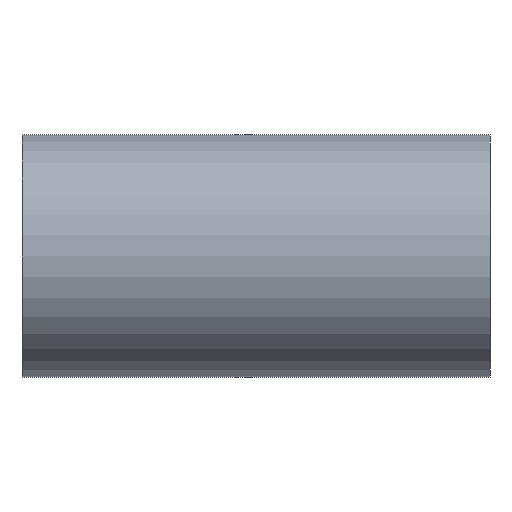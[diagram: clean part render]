
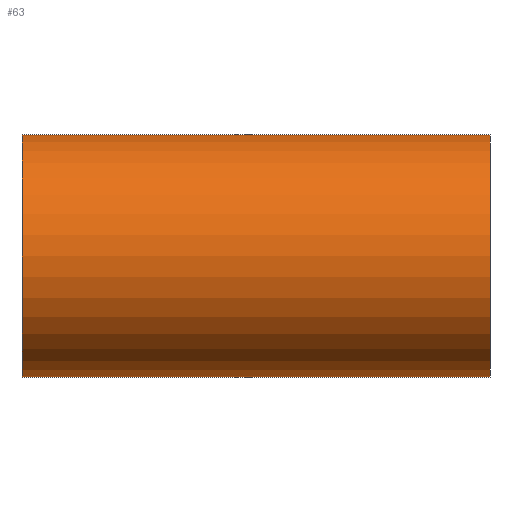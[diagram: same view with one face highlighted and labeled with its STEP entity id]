
A CAD part, front view. The second image highlights one B-rep face of the part: STEP entity #63.
In plain terms, the highlighted cylindrical face has radius 44.45 mm (diameter 88.9 mm), a partial arc.
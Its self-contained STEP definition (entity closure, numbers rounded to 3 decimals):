
#5 = DIRECTION ( 'NONE',  ( -1., 0., 0. ) ) ;
#27 = EDGE_CURVE ( 'NONE', #942, #1052, #373, .T. ) ;
#29 = ORIENTED_EDGE ( 'NONE', *, *, #1232, .T. ) ;
#63 = ADVANCED_FACE ( 'NONE', ( #627 ), #433, .T. ) ;
#71 = CARTESIAN_POINT ( 'NONE',  ( -85.7, 0., -44.45 ) ) ;
#117 = EDGE_LOOP ( 'NONE', ( #181, #799, #1173, #29 ) ) ;
#147 = AXIS2_PLACEMENT_3D ( 'NONE', #276, #287, #692 ) ;
#167 = AXIS2_PLACEMENT_3D ( 'NONE', #845, #348, #1246 ) ;
#181 = ORIENTED_EDGE ( 'NONE', *, *, #1321, .F. ) ;
#187 = CARTESIAN_POINT ( 'NONE',  ( 85.7, 0., -44.45 ) ) ;
#195 = CARTESIAN_POINT ( 'NONE',  ( 85.7, 0., 44.45 ) ) ;
#218 = DIRECTION ( 'NONE',  ( 0., 0., -1. ) ) ;
#276 = CARTESIAN_POINT ( 'NONE',  ( -85.7, 0., 0. ) ) ;
#287 = DIRECTION ( 'NONE',  ( 1., 0., 0. ) ) ;
#296 = CARTESIAN_POINT ( 'NONE',  ( 85.7, 0., 44.45 ) ) ;
#348 = DIRECTION ( 'NONE',  ( -1., 0., 0. ) ) ;
#373 = CIRCLE ( 'NONE', #976, 44.45 ) ;
#433 = CYLINDRICAL_SURFACE ( 'NONE', #167, 44.45 ) ;
#450 = VERTEX_POINT ( 'NONE', #71 ) ;
#503 = VECTOR ( 'NONE', #1308, 1000. ) ;
#592 = EDGE_CURVE ( 'NONE', #942, #620, #905, .T. ) ;
#620 = VERTEX_POINT ( 'NONE', #1033 ) ;
#627 = FACE_OUTER_BOUND ( 'NONE', #117, .T. ) ;
#654 = CARTESIAN_POINT ( 'NONE',  ( 85.7, 0., 0. ) ) ;
#685 = CARTESIAN_POINT ( 'NONE',  ( 85.7, 0., -44.45 ) ) ;
#692 = DIRECTION ( 'NONE',  ( 0., 0., -1. ) ) ;
#799 = ORIENTED_EDGE ( 'NONE', *, *, #27, .F. ) ;
#833 = VECTOR ( 'NONE', #5, 1000. ) ;
#845 = CARTESIAN_POINT ( 'NONE',  ( 85.7, 0., 0. ) ) ;
#852 = DIRECTION ( 'NONE',  ( 1., 0., 0. ) ) ;
#905 = LINE ( 'NONE', #195, #833 ) ;
#942 = VERTEX_POINT ( 'NONE', #296 ) ;
#976 = AXIS2_PLACEMENT_3D ( 'NONE', #654, #852, #218 ) ;
#1033 = CARTESIAN_POINT ( 'NONE',  ( -85.7, 0., 44.45 ) ) ;
#1052 = VERTEX_POINT ( 'NONE', #187 ) ;
#1099 = LINE ( 'NONE', #685, #503 ) ;
#1173 = ORIENTED_EDGE ( 'NONE', *, *, #592, .T. ) ;
#1232 = EDGE_CURVE ( 'NONE', #620, #450, #1311, .T. ) ;
#1246 = DIRECTION ( 'NONE',  ( 0., 0., 1. ) ) ;
#1308 = DIRECTION ( 'NONE',  ( -1., 0., 0. ) ) ;
#1311 = CIRCLE ( 'NONE', #147, 44.45 ) ;
#1321 = EDGE_CURVE ( 'NONE', #1052, #450, #1099, .T. ) ;
